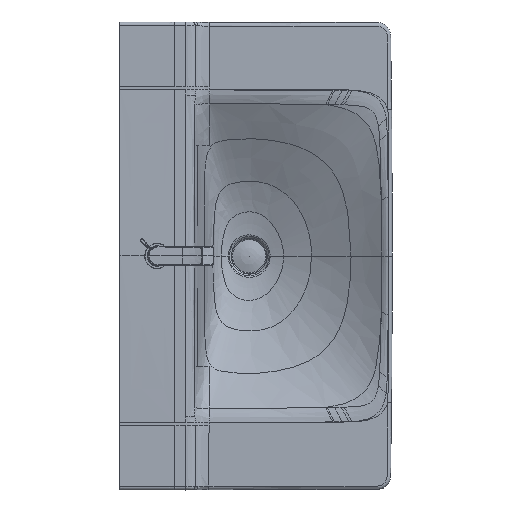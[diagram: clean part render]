
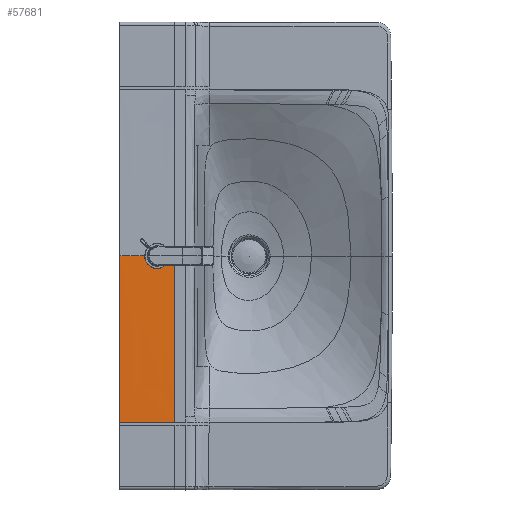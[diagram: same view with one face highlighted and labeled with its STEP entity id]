
A CAD part, top view. The second image highlights one B-rep face of the part: STEP entity #57681.
In plain terms, the highlighted free-form (B-spline) face has degree [5, 5] with [6, 6] control points.
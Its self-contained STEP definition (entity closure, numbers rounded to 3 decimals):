
#2145=CARTESIAN_POINT('',(87.65,0.,0.08));
#2146=VERTEX_POINT('',#2145);
#2165=CARTESIAN_POINT('',(85.264,-9.349,0.099));
#2166=VERTEX_POINT('',#2165);
#2174=CARTESIAN_POINT('',(85.264,-9.349,0.099));
#2175=CARTESIAN_POINT('',(86.82,-6.5,0.087));
#2176=CARTESIAN_POINT('',(87.65,-3.246,0.08));
#2177=CARTESIAN_POINT('',(87.65,0.,0.08));
#2178=B_SPLINE_CURVE_WITH_KNOTS('',3,(#2174,#2175,#2176,#2177),.UNSPECIFIED.,.F.,.U.,(4,4),(-0.974,0.),.UNSPECIFIED.);
#2179=EDGE_CURVE('',#2166,#2146,#2178,.T.);
#2295=CARTESIAN_POINT('',(48.668,0.,0.533));
#2296=VERTEX_POINT('',#2295);
#2392=CARTESIAN_POINT('',(48.668,0.,0.533));
#2393=CARTESIAN_POINT('',(48.668,-2.441,0.533));
#2394=CARTESIAN_POINT('',(49.583,-7.318,0.519));
#2395=CARTESIAN_POINT('',(53.613,-13.673,0.458));
#2396=CARTESIAN_POINT('',(59.651,-18.066,0.373));
#2397=CARTESIAN_POINT('',(66.941,-19.935,0.281));
#2398=CARTESIAN_POINT('',(74.355,-18.981,0.199));
#2399=CARTESIAN_POINT('',(80.926,-15.355,0.136));
#2400=CARTESIAN_POINT('',(84.094,-11.491,0.109));
#2401=CARTESIAN_POINT('',(85.264,-9.349,0.099));
#2402=B_SPLINE_CURVE_WITH_KNOTS('',3,(#2392,#2393,#2394,#2395,#2396,#2397,#2398,#2399,#2400,#2401),.UNSPECIFIED.,.F.,.U.,(4,1,1,1,1,1,1,4),(-5.126,-4.394,-3.662,-2.929,-2.197,-1.465,-0.732,0.0),.UNSPECIFIED.);
#2403=EDGE_CURVE('',#2296,#2166,#2402,.T.);
#2461=CARTESIAN_POINT('',(100.0,0.,0.0));
#2462=VERTEX_POINT('',#2461);
#2463=CARTESIAN_POINT('',(125.699,0.,4909.835));
#2464=DIRECTION('',(0.0,1.0,0.0));
#2465=DIRECTION('',(-0.008,0.0,-1.));
#2466=AXIS2_PLACEMENT_3D('',#2463,#2464,#2465);
#2467=CIRCLE('',#2466,4909.902);
#2468=EDGE_CURVE('',#2462,#2146,#2467,.T.);
#2490=CARTESIAN_POINT('',(0.,0.,1.5));
#2491=VERTEX_POINT('',#2490);
#2499=CARTESIAN_POINT('',(-11.149,0.,13.764));
#2500=DIRECTION('',(0.0,1.,0.0));
#2501=DIRECTION('',(1.,0.0,-0.026));
#2502=AXIS2_PLACEMENT_3D('',#2499,#2500,#2501);
#2503=ELLIPSE('',#2502,261.984,11.979);
#2504=EDGE_CURVE('',#2296,#2491,#2503,.T.);
#29503=CARTESIAN_POINT('',(100.,-302.45,0.));
#29504=VERTEX_POINT('',#29503);
#29505=CARTESIAN_POINT('',(100.0,-302.45,0.0));
#29506=DIRECTION('',(0.0,1.0,0.0));
#29507=VECTOR('',#29506,302.45);
#29508=LINE('',#29505,#29507);
#29509=EDGE_CURVE('',#29504,#2462,#29508,.T.);
#44337=CARTESIAN_POINT('',(0.,-302.3,0.));
#44338=VERTEX_POINT('',#44337);
#44339=CARTESIAN_POINT('',(0.,-302.3,0.));
#44340=CARTESIAN_POINT('',(17.309,-302.335,0.));
#44341=CARTESIAN_POINT('',(34.618,-302.365,0.));
#44342=CARTESIAN_POINT('',(51.927,-302.39,0.));
#44343=CARTESIAN_POINT('',(67.951,-302.414,0.));
#44344=CARTESIAN_POINT('',(83.976,-302.434,0.));
#44345=CARTESIAN_POINT('',(100.,-302.45,0.));
#44346=B_SPLINE_CURVE_WITH_KNOTS('',3,(#44339,#44340,#44341,#44342,#44343,#44344,#44345),.UNSPECIFIED.,.F.,.U.,(4,3,4),(0.,89.813,172.96),.UNSPECIFIED.);
#44347=EDGE_CURVE('',#44338,#29504,#44346,.T.);
#54899=CARTESIAN_POINT('',(0.,0.,1.5));
#54900=CARTESIAN_POINT('',(0.,-100.767,1.5));
#54901=CARTESIAN_POINT('',(0.,-201.536,1.));
#54902=CARTESIAN_POINT('',(0.,-302.3,0.));
#54903=B_SPLINE_CURVE_WITH_KNOTS('',3,(#54899,#54900,#54901,#54902),.UNSPECIFIED.,.F.,.U.,(4,4),(0.,523.603),.UNSPECIFIED.);
#54904=EDGE_CURVE('',#2491,#44338,#54903,.T.);
#57635=CARTESIAN_POINT('',(100.,-302.45,0.));
#57636=CARTESIAN_POINT('',(100.,-241.96,0.));
#57637=CARTESIAN_POINT('',(100.,-181.47,0.));
#57638=CARTESIAN_POINT('',(100.,-120.98,0.));
#57639=CARTESIAN_POINT('',(100.,-60.49,0.));
#57640=CARTESIAN_POINT('',(100.,0.,0.));
#57641=CARTESIAN_POINT('',(79.997,-302.45,-0.001));
#57642=CARTESIAN_POINT('',(79.998,-241.96,0.074));
#57643=CARTESIAN_POINT('',(79.998,-181.47,0.097));
#57644=CARTESIAN_POINT('',(79.998,-120.98,0.102));
#57645=CARTESIAN_POINT('',(79.998,-60.49,0.105));
#57646=CARTESIAN_POINT('',(79.998,0.,0.105));
#57647=CARTESIAN_POINT('',(59.994,-302.45,0.001));
#57648=CARTESIAN_POINT('',(59.996,-241.96,0.17));
#57649=CARTESIAN_POINT('',(59.997,-181.47,0.252));
#57650=CARTESIAN_POINT('',(59.997,-120.98,0.292));
#57651=CARTESIAN_POINT('',(59.997,-60.49,0.312));
#57652=CARTESIAN_POINT('',(59.997,0.,0.312));
#57653=CARTESIAN_POINT('',(39.991,-302.45,0.));
#57654=CARTESIAN_POINT('',(39.994,-241.96,0.29));
#57655=CARTESIAN_POINT('',(39.996,-181.47,0.465));
#57656=CARTESIAN_POINT('',(39.997,-120.98,0.569));
#57657=CARTESIAN_POINT('',(39.997,-60.49,0.62));
#57658=CARTESIAN_POINT('',(39.997,0.,0.62));
#57659=CARTESIAN_POINT('',(19.988,-302.45,-0.002));
#57660=CARTESIAN_POINT('',(19.992,-241.96,0.434));
#57661=CARTESIAN_POINT('',(19.995,-181.47,0.732));
#57662=CARTESIAN_POINT('',(19.997,-120.98,0.921));
#57663=CARTESIAN_POINT('',(19.998,-60.49,1.016));
#57664=CARTESIAN_POINT('',(19.998,0.,1.016));
#57665=CARTESIAN_POINT('',(-0.015,-302.45,-0.001));
#57666=CARTESIAN_POINT('',(-0.009,-241.96,0.599));
#57667=CARTESIAN_POINT('',(-0.004,-181.47,1.05));
#57668=CARTESIAN_POINT('',(-0.001,-120.98,1.35));
#57669=CARTESIAN_POINT('',(0.,-60.49,1.5));
#57670=CARTESIAN_POINT('',(0.,0.,1.5));
#57671=B_SPLINE_SURFACE_WITH_KNOTS('',5,5,((#57635,#57641,#57647,#57653,#57659,#57665),(#57636,#57642,#57648,#57654,#57660,#57666),(#57637,#57643,#57649,#57655,#57661,#57667),(#57638,#57644,#57650,#57656,#57662,#57668),(#57639,#57645,#57651,#57657,#57663,#57669),(#57640,#57646,#57652,#57658,#57664,#57670)),.UNSPECIFIED.,.F.,.F.,.U.,(6,6),(6,6),(-302.45,0.),(-40.,60.01),.UNSPECIFIED.);
#57672=ORIENTED_EDGE('',*,*,#2403,.F.);
#57673=ORIENTED_EDGE('',*,*,#2504,.T.);
#57674=ORIENTED_EDGE('',*,*,#54904,.T.);
#57675=ORIENTED_EDGE('',*,*,#44347,.T.);
#57676=ORIENTED_EDGE('',*,*,#29509,.T.);
#57677=ORIENTED_EDGE('',*,*,#2468,.T.);
#57678=ORIENTED_EDGE('',*,*,#2179,.F.);
#57679=EDGE_LOOP('',(#57672,#57673,#57674,#57675,#57676,#57677,#57678));
#57680=FACE_OUTER_BOUND('',#57679,.T.);
#57681=ADVANCED_FACE('',(#57680),#57671,.T.);
